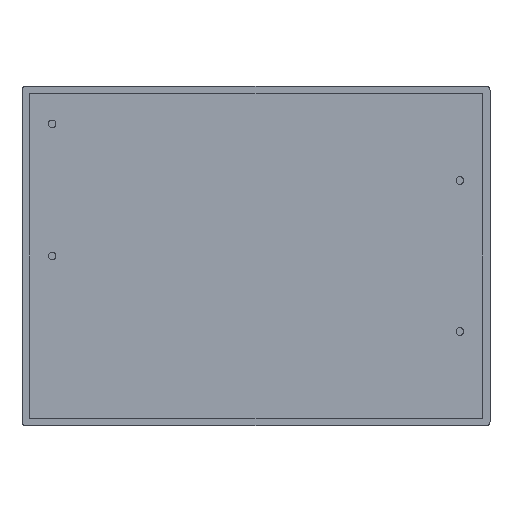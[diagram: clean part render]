
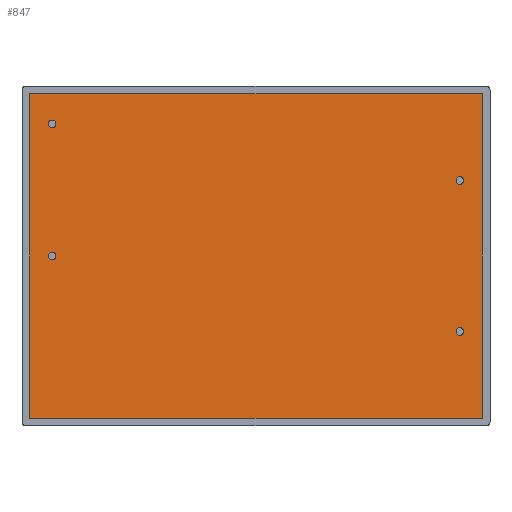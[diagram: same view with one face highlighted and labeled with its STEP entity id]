
A CAD part, front view. The second image highlights one B-rep face of the part: STEP entity #847.
In plain terms, the highlighted planar face has unit normal (0, -1, 0).
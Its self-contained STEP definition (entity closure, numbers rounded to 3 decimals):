
#11 = CARTESIAN_POINT ( 'NONE',  ( 29.99, 0., -21.48 ) ) ;
#53 = CARTESIAN_POINT ( 'NONE',  ( -29.99, 0., 21.48 ) ) ;
#151 = ORIENTED_EDGE ( 'NONE', *, *, #731, .T. ) ;
#216 = DIRECTION ( 'NONE',  ( 0., 0., 1. ) ) ;
#223 = VECTOR ( 'NONE', #1068, 1000. ) ;
#433 = VERTEX_POINT ( 'NONE', #2067 ) ;
#658 = ORIENTED_EDGE ( 'NONE', *, *, #2028, .T. ) ;
#724 = LINE ( 'NONE', #2131, #223 ) ;
#731 = EDGE_CURVE ( 'NONE', #2155, #2629, #2419, .T. ) ;
#839 = FACE_OUTER_BOUND ( 'NONE', #2172, .T. ) ;
#847 = ADVANCED_FACE ( 'NONE', ( #839 ), #2037, .T. ) ;
#1050 = CARTESIAN_POINT ( 'NONE',  ( 29.99, 0., 21.48 ) ) ;
#1062 = CARTESIAN_POINT ( 'NONE',  ( 29.99, 0., 21.48 ) ) ;
#1068 = DIRECTION ( 'NONE',  ( 1., 0., 0. ) ) ;
#1104 = ORIENTED_EDGE ( 'NONE', *, *, #1240, .T. ) ;
#1128 = DIRECTION ( 'NONE',  ( 0., -1., 0. ) ) ;
#1185 = EDGE_CURVE ( 'NONE', #433, #2155, #724, .T. ) ;
#1189 = DIRECTION ( 'NONE',  ( 0., 0., -1. ) ) ;
#1240 = EDGE_CURVE ( 'NONE', #2629, #2740, #2222, .T. ) ;
#1558 = CARTESIAN_POINT ( 'NONE',  ( 0., 0., 0. ) ) ;
#1968 = AXIS2_PLACEMENT_3D ( 'NONE', #1558, #1128, #2019 ) ;
#1979 = CARTESIAN_POINT ( 'NONE',  ( 29.99, 0., -21.48 ) ) ;
#2019 = DIRECTION ( 'NONE',  ( 0., 0., -1. ) ) ;
#2028 = EDGE_CURVE ( 'NONE', #2740, #433, #2684, .T. ) ;
#2037 = PLANE ( 'NONE',  #1968 ) ;
#2067 = CARTESIAN_POINT ( 'NONE',  ( -29.99, 0., -21.48 ) ) ;
#2079 = VECTOR ( 'NONE', #1189, 1000. ) ;
#2131 = CARTESIAN_POINT ( 'NONE',  ( 29.99, 0., -21.48 ) ) ;
#2155 = VERTEX_POINT ( 'NONE', #11 ) ;
#2168 = VECTOR ( 'NONE', #216, 1000. ) ;
#2170 = DIRECTION ( 'NONE',  ( -1., 0., 0. ) ) ;
#2172 = EDGE_LOOP ( 'NONE', ( #658, #2678, #151, #1104 ) ) ;
#2222 = LINE ( 'NONE', #1050, #2735 ) ;
#2240 = CARTESIAN_POINT ( 'NONE',  ( -29.99, 0., -21.48 ) ) ;
#2419 = LINE ( 'NONE', #1979, #2168 ) ;
#2629 = VERTEX_POINT ( 'NONE', #1062 ) ;
#2678 = ORIENTED_EDGE ( 'NONE', *, *, #1185, .T. ) ;
#2684 = LINE ( 'NONE', #2240, #2079 ) ;
#2735 = VECTOR ( 'NONE', #2170, 1000. ) ;
#2740 = VERTEX_POINT ( 'NONE', #53 ) ;
